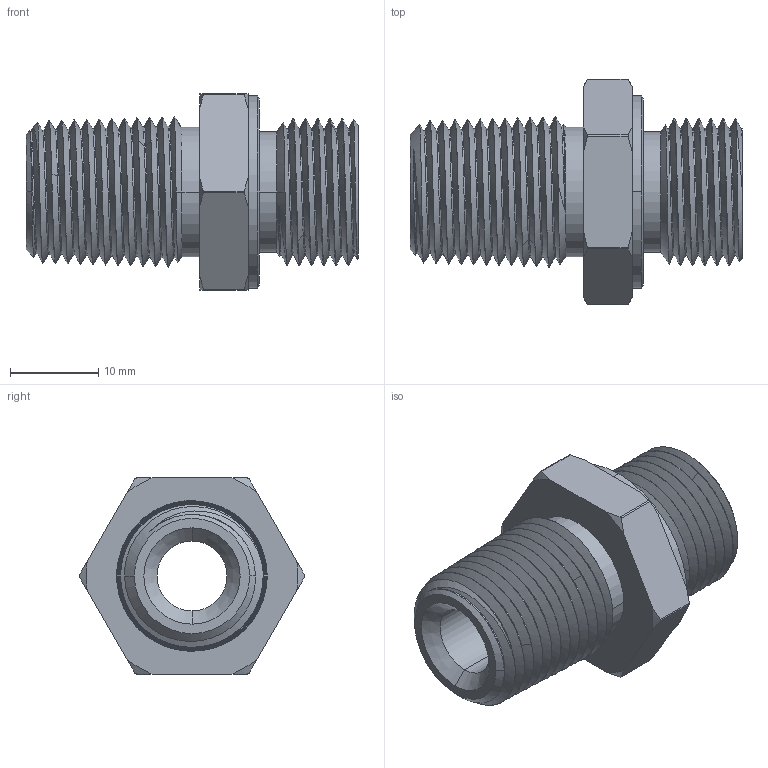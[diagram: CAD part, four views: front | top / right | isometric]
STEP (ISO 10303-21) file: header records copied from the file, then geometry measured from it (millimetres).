
FILE_DESCRIPTION((''),'2;1');
FILE_NAME('H-SNA_MALE_NPT_ISO_PARALLEL','2025-07-08T13:02:55',('Administrator'),(''),'CREO PARAMETRIC BY PTC INC, 2020414','CREO PARAMETRIC BY PTC INC, 2020414','');
FILE_SCHEMA(('AUTOMOTIVE_DESIGN { 1 0 10303 214 1 1 1 1 }'));
Length unit declared in the file: millimetre
Products named in the file (1): H-SNA_MALE_NPT_ISO_PARALLEL
Bounding box: 37.6 x 25.57 x 22.2 mm (x, y, z)
Volume: 6505.5 mm3; surface area: 4764.5 mm2
Topology: 1 solids, 1 shells, 102 faces, 277 edges, 185 vertices
Faces by surface type: cone 46, cylinder 24, bspline 21, plane 11
Entity records: 10081 total; most frequent: CARTESIAN_POINT 7631, ORIENTED_EDGE 546, DIRECTION 344, EDGE_CURVE 273, VERTEX_POINT 176, B_SPLINE_CURVE_WITH_KNOTS 142, AXIS2_PLACEMENT_3D 127, COLOUR_RGB 116
